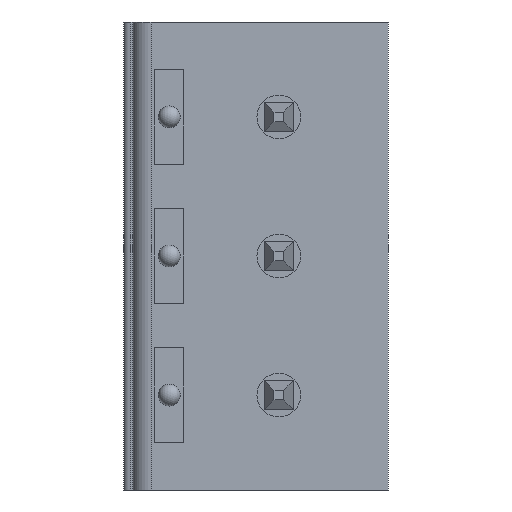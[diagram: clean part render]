
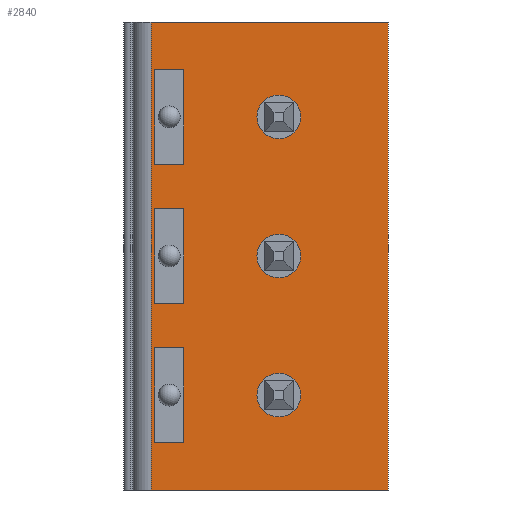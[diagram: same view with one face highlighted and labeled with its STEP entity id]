
A CAD part, front view. The second image highlights one B-rep face of the part: STEP entity #2840.
In plain terms, the highlighted face is planar.
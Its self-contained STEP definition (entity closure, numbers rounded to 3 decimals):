
#130=CARTESIAN_POINT('',(0.,6.5,2.6));
#140=VERTEX_POINT('',#130);
#870=CARTESIAN_POINT('',(0.,0.,2.6)
);
#880=VERTEX_POINT('',#870);
#910=CARTESIAN_POINT('',(0.,0.,2.6));
#920=DIRECTION('',(0.,1.,0.));
#930=VECTOR('',#920,1.);
#940=LINE('',#910,#930);
#950=EDGE_CURVE('',#880,#140,#940,.T.);
#1070=CARTESIAN_POINT('',(0.,5.25,-3.81));
#1080=DIRECTION('',(-1.,0.,0.));
#1090=DIRECTION('',(0.,1.,0.));
#1100=AXIS2_PLACEMENT_3D('',#1070,#1080,#1090);
#1110=PLANE('',#1100);
#1120=CARTESIAN_POINT('',(0.,3.,0.));
#1130=DIRECTION('',(1.,0.,0.));
#1140=DIRECTION('',(0.,1.,0.));
#1150=AXIS2_PLACEMENT_3D('',#1120,#1130,#1140);
#1160=CIRCLE('',#1150,0.6);
#1170=CARTESIAN_POINT('',(0.,2.4,0.));
#1180=VERTEX_POINT('',#1170);
#1190=CARTESIAN_POINT('',(0.,3.6,0.));
#1200=VERTEX_POINT('',#1190);
#1210=EDGE_CURVE('',#1180,#1200,#1160,.T.);
#1220=ORIENTED_EDGE('',*,*,#1210,.T.);
#1230=EDGE_CURVE('',#1200,#1180,#1160,.T.);
#1240=ORIENTED_EDGE('',*,*,#1230,.T.);
#1250=EDGE_LOOP('',(#1240,#1220));
#1260=FACE_BOUND('',#1250,.T.);
#1270=CARTESIAN_POINT('',(0.,6.4,-1.3));
#1280=DIRECTION('',(0.,-1.,0.));
#1290=VECTOR('',#1280,1.);
#1300=LINE('',#1270,#1290);
#1310=CARTESIAN_POINT('',(0.,6.4,-1.3));
#1320=VERTEX_POINT('',#1310);
#1330=CARTESIAN_POINT('',(0.,5.6,-1.3));
#1340=VERTEX_POINT('',#1330);
#1350=EDGE_CURVE('',#1320,#1340,#1300,.T.);
#1360=ORIENTED_EDGE('',*,*,#1350,.F.);
#1370=CARTESIAN_POINT('',(0.,5.6,-1.3));
#1380=DIRECTION('',(0.,0.,1.));
#1390=VECTOR('',#1380,1.);
#1400=LINE('',#1370,#1390);
#1410=CARTESIAN_POINT('',(0.,5.6,1.3));
#1420=VERTEX_POINT('',#1410);
#1430=EDGE_CURVE('',#1340,#1420,#1400,.T.);
#1440=ORIENTED_EDGE('',*,*,#1430,.F.);
#1450=CARTESIAN_POINT('',(0.,5.6,1.3));
#1460=DIRECTION('',(0.,1.,0.));
#1470=VECTOR('',#1460,1.);
#1480=LINE('',#1450,#1470);
#1490=CARTESIAN_POINT('',(0.,6.4,1.3));
#1500=VERTEX_POINT('',#1490);
#1510=EDGE_CURVE('',#1420,#1500,#1480,.T.);
#1520=ORIENTED_EDGE('',*,*,#1510,.F.);
#1530=CARTESIAN_POINT('',(0.,6.4,1.3));
#1540=DIRECTION('',(0.,0.,-1.));
#1550=VECTOR('',#1540,1.);
#1560=LINE('',#1530,#1550);
#1570=EDGE_CURVE('',#1500,#1320,#1560,.T.);
#1580=ORIENTED_EDGE('',*,*,#1570,.F.);
#1590=EDGE_LOOP('',(#1580,#1520,#1440,#1360));
#1600=FACE_BOUND('',#1590,.T.);
#1610=CARTESIAN_POINT('',(0.,5.6,-6.32));
#1620=DIRECTION('',(0.,1.,0.));
#1630=VECTOR('',#1620,1.);
#1640=LINE('',#1610,#1630);
#1650=CARTESIAN_POINT('',(0.,5.6,-6.32));
#1660=VERTEX_POINT('',#1650);
#1670=CARTESIAN_POINT('',(0.,6.4,-6.32));
#1680=VERTEX_POINT('',#1670);
#1690=EDGE_CURVE('',#1660,#1680,#1640,.T.);
#1700=ORIENTED_EDGE('',*,*,#1690,.F.);
#1710=CARTESIAN_POINT('',(0.,6.4,-6.32));
#1720=DIRECTION('',(0.,0.,-1.));
#1730=VECTOR('',#1720,1.);
#1740=LINE('',#1710,#1730);
#1750=CARTESIAN_POINT('',(0.,6.4,-8.92));
#1760=VERTEX_POINT('',#1750);
#1770=EDGE_CURVE('',#1680,#1760,#1740,.T.);
#1780=ORIENTED_EDGE('',*,*,#1770,.F.);
#1790=CARTESIAN_POINT('',(0.,6.4,-8.92));
#1800=DIRECTION('',(0.,-1.,0.));
#1810=VECTOR('',#1800,1.);
#1820=LINE('',#1790,#1810);
#1830=CARTESIAN_POINT('',(0.,5.6,-8.92));
#1840=VERTEX_POINT('',#1830);
#1850=EDGE_CURVE('',#1760,#1840,#1820,.T.);
#1860=ORIENTED_EDGE('',*,*,#1850,.F.);
#1870=CARTESIAN_POINT('',(0.,5.6,-8.92));
#1880=DIRECTION('',(0.,0.,1.));
#1890=VECTOR('',#1880,1.);
#1900=LINE('',#1870,#1890);
#1910=EDGE_CURVE('',#1840,#1660,#1900,.T.);
#1920=ORIENTED_EDGE('',*,*,#1910,.F.);
#1930=EDGE_LOOP('',(#1920,#1860,#1780,#1700));
#1940=FACE_BOUND('',#1930,.T.);
#1950=CARTESIAN_POINT('',(0.,3.,-3.81));
#1960=DIRECTION('',(1.,0.,0.));
#1970=DIRECTION('',(0.,-1.,0.));
#1980=AXIS2_PLACEMENT_3D('',#1950,#1960,#1970);
#1990=CIRCLE('',#1980,0.6);
#2000=CARTESIAN_POINT('',(0.,3.6,-3.81));
#2010=VERTEX_POINT('',#2000);
#2020=CARTESIAN_POINT('',(0.,2.4,-3.81));
#2030=VERTEX_POINT('',#2020);
#2040=EDGE_CURVE('',#2010,#2030,#1990,.T.);
#2050=ORIENTED_EDGE('',*,*,#2040,.T.);
#2060=EDGE_CURVE('',#2030,#2010,#1990,.T.);
#2070=ORIENTED_EDGE('',*,*,#2060,.T.);
#2080=EDGE_LOOP('',(#2070,#2050));
#2090=FACE_BOUND('',#2080,.T.);
#2100=CARTESIAN_POINT('',(0.,3.,-7.62));
#2110=DIRECTION('',(1.,0.,0.));
#2120=DIRECTION('',(0.,-1.,0.));
#2130=AXIS2_PLACEMENT_3D('',#2100,#2110,#2120);
#2140=CIRCLE('',#2130,0.6);
#2150=CARTESIAN_POINT('',(0.,2.4,-7.62));
#2160=VERTEX_POINT('',#2150);
#2170=CARTESIAN_POINT('',(0.,3.6,-7.62));
#2180=VERTEX_POINT('',#2170);
#2190=EDGE_CURVE('',#2160,#2180,#2140,.T.);
#2200=ORIENTED_EDGE('',*,*,#2190,.T.);
#2210=EDGE_CURVE('',#2180,#2160,#2140,.T.);
#2220=ORIENTED_EDGE('',*,*,#2210,.T.);
#2230=EDGE_LOOP('',(#2220,#2200));
#2240=FACE_BOUND('',#2230,.T.);
#2250=CARTESIAN_POINT('',(0.,5.6,-2.51));
#2260=DIRECTION('',(0.,1.,0.));
#2270=VECTOR('',#2260,1.);
#2280=LINE('',#2250,#2270);
#2290=CARTESIAN_POINT('',(0.,5.6,-2.51));
#2300=VERTEX_POINT('',#2290);
#2310=CARTESIAN_POINT('',(0.,6.4,-2.51));
#2320=VERTEX_POINT('',#2310);
#2330=EDGE_CURVE('',#2300,#2320,#2280,.T.);
#2340=ORIENTED_EDGE('',*,*,#2330,.F.);
#2350=CARTESIAN_POINT('',(0.,6.4,-2.51));
#2360=DIRECTION('',(0.,0.,-1.));
#2370=VECTOR('',#2360,1.);
#2380=LINE('',#2350,#2370);
#2390=CARTESIAN_POINT('',(0.,6.4,-5.11));
#2400=VERTEX_POINT('',#2390);
#2410=EDGE_CURVE('',#2320,#2400,#2380,.T.);
#2420=ORIENTED_EDGE('',*,*,#2410,.F.);
#2430=CARTESIAN_POINT('',(0.,6.4,-5.11));
#2440=DIRECTION('',(0.,-1.,0.));
#2450=VECTOR('',#2440,1.);
#2460=LINE('',#2430,#2450);
#2470=CARTESIAN_POINT('',(0.,5.6,-5.11));
#2480=VERTEX_POINT('',#2470);
#2490=EDGE_CURVE('',#2400,#2480,#2460,.T.);
#2500=ORIENTED_EDGE('',*,*,#2490,.F.);
#2510=CARTESIAN_POINT('',(0.,5.6,-5.11));
#2520=DIRECTION('',(0.,0.,1.));
#2530=VECTOR('',#2520,1.);
#2540=LINE('',#2510,#2530);
#2550=EDGE_CURVE('',#2480,#2300,#2540,.T.);
#2560=ORIENTED_EDGE('',*,*,#2550,.F.);
#2570=EDGE_LOOP('',(#2560,#2500,#2420,#2340));
#2580=FACE_BOUND('',#2570,.T.);
#2590=CARTESIAN_POINT('',(0.,0.,-10.22));
#2600=DIRECTION('',(0.,1.,0.));
#2610=VECTOR('',#2600,1.);
#2620=LINE('',#2590,#2610);
#2630=CARTESIAN_POINT('',(0.,0.,
-10.22));
#2640=VERTEX_POINT('',#2630);
#2650=CARTESIAN_POINT('',(0.,6.5,-10.22));
#2660=VERTEX_POINT('',#2650);
#2670=EDGE_CURVE('',#2640,#2660,#2620,.T.);
#2680=ORIENTED_EDGE('',*,*,#2670,.F.);
#2690=CARTESIAN_POINT('',(0.,6.5,-10.22));
#2700=DIRECTION('',(0.,0.,1.));
#2710=VECTOR('',#2700,1.);
#2720=LINE('',#2690,#2710);
#2730=EDGE_CURVE('',#2660,#140,#2720,.T.);
#2740=ORIENTED_EDGE('',*,*,#2730,.F.);
#2750=ORIENTED_EDGE('',*,*,#950,.T.);
#2760=CARTESIAN_POINT('',(0.,0.,-10.22));
#2770=DIRECTION('',(0.,0.,1.));
#2780=VECTOR('',#2770,1.);
#2790=LINE('',#2760,#2780);
#2800=EDGE_CURVE('',#2640,#880,#2790,.T.);
#2810=ORIENTED_EDGE('',*,*,#2800,.T.);
#2820=EDGE_LOOP('',(#2810,#2750,#2740,#2680));
#2830=FACE_OUTER_BOUND('',#2820,.T.);
#2840=ADVANCED_FACE('',(#1260,#1600,#1940,#2090,#2240,#2580,#2830),#1110
,.T.);
